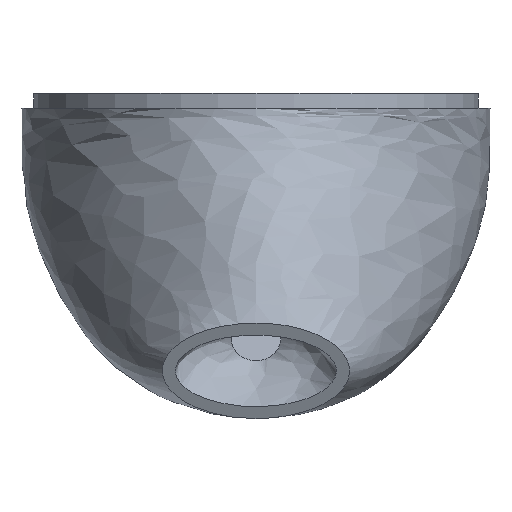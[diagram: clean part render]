
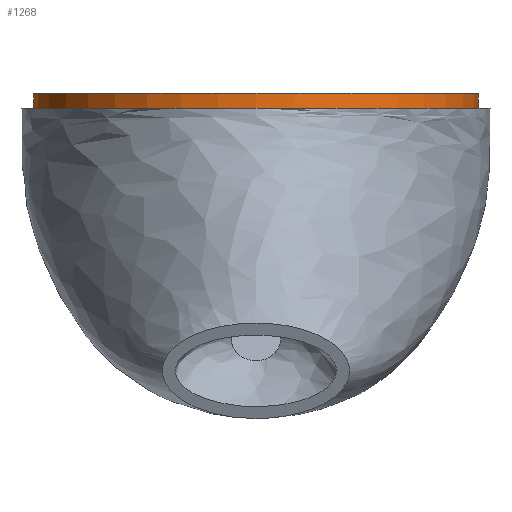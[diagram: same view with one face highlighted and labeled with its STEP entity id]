
A CAD part, top view. The second image highlights one B-rep face of the part: STEP entity #1268.
In plain terms, the highlighted cylindrical face has radius 7.6 mm (diameter 15.2 mm), a partial arc.
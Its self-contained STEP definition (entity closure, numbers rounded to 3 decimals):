
#40=CIRCLE('',#1364,7.6);
#41=CIRCLE('',#1365,7.6);
#47=CYLINDRICAL_SURFACE('',#1363,7.6);
#174=FACE_OUTER_BOUND('',#247,.T.);
#247=EDGE_LOOP('',(#1076,#1077,#1078,#1079));
#289=LINE('',#2935,#385);
#295=LINE('',#2965,#391);
#385=VECTOR('',#1429,10.);
#391=VECTOR('',#1439,10.);
#538=VERTEX_POINT('',#2932);
#539=VERTEX_POINT('',#2934);
#544=VERTEX_POINT('',#2962);
#545=VERTEX_POINT('',#2964);
#674=EDGE_CURVE('',#539,#538,#289,.T.);
#682=EDGE_CURVE('',#545,#544,#295,.T.);
#746=EDGE_CURVE('',#539,#544,#40,.T.);
#747=EDGE_CURVE('',#545,#538,#41,.T.);
#1076=ORIENTED_EDGE('',*,*,#682,.T.);
#1077=ORIENTED_EDGE('',*,*,#746,.F.);
#1078=ORIENTED_EDGE('',*,*,#674,.T.);
#1079=ORIENTED_EDGE('',*,*,#747,.F.);
#1268=ADVANCED_FACE('',(#174),#47,.T.);
#1363=AXIS2_PLACEMENT_3D('',#3092,#1575,#1576);
#1364=AXIS2_PLACEMENT_3D('',#3093,#1577,#1578);
#1365=AXIS2_PLACEMENT_3D('',#3094,#1579,#1580);
#1429=DIRECTION('',(0.,-1.,0.));
#1439=DIRECTION('',(0.,1.,0.));
#1575=DIRECTION('center_axis',(0.,-1.,0.));
#1576=DIRECTION('ref_axis',(0.,0.,1.));
#1577=DIRECTION('center_axis',(0.,1.,0.));
#1578=DIRECTION('ref_axis',(-1.,0.,0.));
#1579=DIRECTION('center_axis',(0.,-1.,0.));
#1580=DIRECTION('ref_axis',(-1.,0.,0.));
#2932=CARTESIAN_POINT('',(-5.15,0.,-5.589));
#2934=CARTESIAN_POINT('',(-5.15,0.5,-5.589));
#2935=CARTESIAN_POINT('',(-5.15,0.5,-5.589));
#2962=CARTESIAN_POINT('',(5.15,0.5,-5.589));
#2964=CARTESIAN_POINT('',(5.15,0.,-5.589));
#2965=CARTESIAN_POINT('',(5.15,0.5,-5.589));
#3092=CARTESIAN_POINT('Origin',(0.,0.5,0.));
#3093=CARTESIAN_POINT('Origin',(0.,0.5,0.));
#3094=CARTESIAN_POINT('Origin',(0.,0.,0.));
